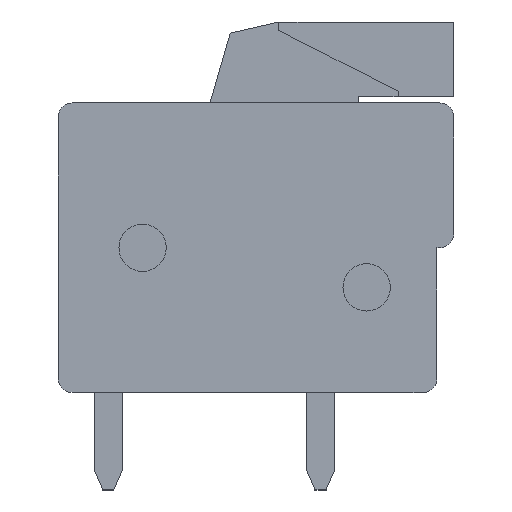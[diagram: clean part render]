
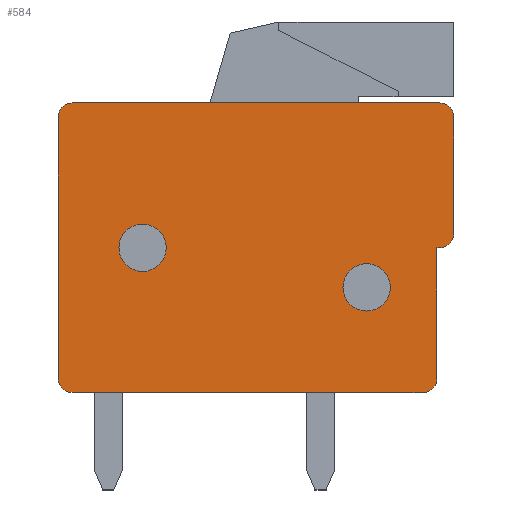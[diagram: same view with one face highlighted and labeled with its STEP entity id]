
A CAD part, left-side view. The second image highlights one B-rep face of the part: STEP entity #584.
In plain terms, the highlighted planar face has unit normal (-1, 0, 0).
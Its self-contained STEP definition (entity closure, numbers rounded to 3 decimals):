
#584 = ADVANCED_FACE( '', ( #1167, #1168, #1169 ), #1170, .T. );
#1167 = FACE_BOUND( '', #1829, .T. );
#1168 = FACE_OUTER_BOUND( '', #1830, .T. );
#1169 = FACE_BOUND( '', #1831, .T. );
#1170 = PLANE( '', #1832 );
#1829 = EDGE_LOOP( '', ( #2876 ) );
#1830 = EDGE_LOOP( '', ( #2877, #2878, #2879, #2880, #2881, #2882, #2883, #2884, #2885, #2886, #2887 ) );
#1831 = EDGE_LOOP( '', ( #2888 ) );
#1832 = AXIS2_PLACEMENT_3D( '', #2889, #2890, #2891 );
#2876 = ORIENTED_EDGE( '', *, *, #4491, .T. );
#2877 = ORIENTED_EDGE( '', *, *, #4221, .T. );
#2878 = ORIENTED_EDGE( '', *, *, #4140, .T. );
#2879 = ORIENTED_EDGE( '', *, *, #4173, .T. );
#2880 = ORIENTED_EDGE( '', *, *, #4492, .T. );
#2881 = ORIENTED_EDGE( '', *, *, #4440, .T. );
#2882 = ORIENTED_EDGE( '', *, *, #4352, .T. );
#2883 = ORIENTED_EDGE( '', *, *, #4493, .T. );
#2884 = ORIENTED_EDGE( '', *, *, #4494, .T. );
#2885 = ORIENTED_EDGE( '', *, *, #4404, .T. );
#2886 = ORIENTED_EDGE( '', *, *, #4356, .T. );
#2887 = ORIENTED_EDGE( '', *, *, #4204, .T. );
#2888 = ORIENTED_EDGE( '', *, *, #4495, .T. );
#2889 = CARTESIAN_POINT( '', ( -2.5, 0., 0. ) );
#2890 = DIRECTION( '', ( -1., 0., 0. ) );
#2891 = DIRECTION( '', ( 0., 0., 1. ) );
#4140 = EDGE_CURVE( '', #4883, #4881, #4884, .T. );
#4173 = EDGE_CURVE( '', #4881, #4942, #4943, .T. );
#4204 = EDGE_CURVE( '', #4997, #4998, #4999, .T. );
#4221 = EDGE_CURVE( '', #4998, #4883, #5026, .T. );
#4352 = EDGE_CURVE( '', #5247, #5245, #5248, .T. );
#4356 = EDGE_CURVE( '', #5253, #4997, #5254, .T. );
#4404 = EDGE_CURVE( '', #5336, #5253, #5337, .T. );
#4440 = EDGE_CURVE( '', #5394, #5247, #5395, .T. );
#4491 = EDGE_CURVE( '', #5470, #5470, #5471, .T. );
#4492 = EDGE_CURVE( '', #4942, #5394, #5472, .T. );
#4493 = EDGE_CURVE( '', #5245, #5473, #5474, .T. );
#4494 = EDGE_CURVE( '', #5473, #5336, #5475, .T. );
#4495 = EDGE_CURVE( '', #5476, #5476, #5477, .T. );
#4881 = VERTEX_POINT( '', #5974 );
#4883 = VERTEX_POINT( '', #5977 );
#4884 = CIRCLE( '', #5978, 0.5 );
#4942 = VERTEX_POINT( '', #6063 );
#4943 = LINE( '', #6064, #6065 );
#4997 = VERTEX_POINT( '', #6141 );
#4998 = VERTEX_POINT( '', #6142 );
#4999 = LINE( '', #6143, #6144 );
#5026 = LINE( '', #6184, #6185 );
#5245 = VERTEX_POINT( '', #6488 );
#5247 = VERTEX_POINT( '', #6491 );
#5248 = CIRCLE( '', #6492, 0.5 );
#5253 = VERTEX_POINT( '', #6498 );
#5254 = CIRCLE( '', #6499, 0.5 );
#5336 = VERTEX_POINT( '', #6615 );
#5337 = LINE( '', #6616, #6617 );
#5394 = VERTEX_POINT( '', #6700 );
#5395 = LINE( '', #6701, #6702 );
#5470 = VERTEX_POINT( '', #6807 );
#5471 = CIRCLE( '', #6808, 0.85 );
#5472 = CIRCLE( '', #6809, 0.5 );
#5473 = VERTEX_POINT( '', #6810 );
#5474 = LINE( '', #6811, #6812 );
#5475 = CIRCLE( '', #6813, 0.5 );
#5476 = VERTEX_POINT( '', #6814 );
#5477 = CIRCLE( '', #6815, 0.85 );
#5974 = CARTESIAN_POINT( '', ( -2.5, -7.1, 0.5 ) );
#5977 = CARTESIAN_POINT( '', ( -2.5, -6.6, 0. ) );
#5978 = AXIS2_PLACEMENT_3D( '', #7510, #7511, #7512 );
#6063 = CARTESIAN_POINT( '', ( -2.5, -7.1, 4.7 ) );
#6064 = CARTESIAN_POINT( '', ( -2.5, -7.1, 0. ) );
#6065 = VECTOR( '', #7540, 1000. );
#6141 = CARTESIAN_POINT( '', ( -2.5, -6.5, -4.7 ) );
#6142 = CARTESIAN_POINT( '', ( -2.5, -6.5, 0. ) );
#6143 = CARTESIAN_POINT( '', ( -2.5, -6.5, -5.2 ) );
#6144 = VECTOR( '', #7572, 1000. );
#6184 = CARTESIAN_POINT( '', ( -2.5, -6.5, 0. ) );
#6185 = VECTOR( '', #7586, 1000. );
#6488 = CARTESIAN_POINT( '', ( -2.5, 7.1, 4.7 ) );
#6491 = CARTESIAN_POINT( '', ( -2.5, 6.6, 5.2 ) );
#6492 = AXIS2_PLACEMENT_3D( '', #7726, #7727, #7728 );
#6498 = CARTESIAN_POINT( '', ( -2.5, -6., -5.2 ) );
#6499 = AXIS2_PLACEMENT_3D( '', #7733, #7734, #7735 );
#6615 = CARTESIAN_POINT( '', ( -2.5, 6.6, -5.2 ) );
#6616 = CARTESIAN_POINT( '', ( -2.5, 7.1, -5.2 ) );
#6617 = VECTOR( '', #7785, 1000. );
#6700 = CARTESIAN_POINT( '', ( -2.5, -6.6, 5.2 ) );
#6701 = CARTESIAN_POINT( '', ( -2.5, -7.1, 5.2 ) );
#6702 = VECTOR( '', #7815, 1000. );
#6807 = CARTESIAN_POINT( '', ( -2.5, 3.22, 0. ) );
#6808 = AXIS2_PLACEMENT_3D( '', #7870, #7871, #7872 );
#6809 = AXIS2_PLACEMENT_3D( '', #7873, #7874, #7875 );
#6810 = CARTESIAN_POINT( '', ( -2.5, 7.1, -4.7 ) );
#6811 = CARTESIAN_POINT( '', ( -2.5, 7.1, 5.2 ) );
#6812 = VECTOR( '', #7876, 1000. );
#6813 = AXIS2_PLACEMENT_3D( '', #7877, #7878, #7879 );
#6814 = CARTESIAN_POINT( '', ( -2.5, -4.825, -1.425 ) );
#6815 = AXIS2_PLACEMENT_3D( '', #7880, #7881, #7882 );
#7510 = CARTESIAN_POINT( '', ( -2.5, -6.6, 0.5 ) );
#7511 = DIRECTION( '', ( -1., 0., 0. ) );
#7512 = DIRECTION( '', ( 0., 0., 1. ) );
#7540 = DIRECTION( '', ( 0., 0., 1. ) );
#7572 = DIRECTION( '', ( 0., 0., 1. ) );
#7586 = DIRECTION( '', ( 0., -1., 0. ) );
#7726 = CARTESIAN_POINT( '', ( -2.5, 6.6, 4.7 ) );
#7727 = DIRECTION( '', ( -1., 0., 0. ) );
#7728 = DIRECTION( '', ( 0., 0., 1. ) );
#7733 = CARTESIAN_POINT( '', ( -2.5, -6., -4.7 ) );
#7734 = DIRECTION( '', ( -1., 0., 0. ) );
#7735 = DIRECTION( '', ( 0., 0., 1. ) );
#7785 = DIRECTION( '', ( 0., -1., 0. ) );
#7815 = DIRECTION( '', ( 0., 1., 0. ) );
#7870 = CARTESIAN_POINT( '', ( -2.5, 4.07, 0. ) );
#7871 = DIRECTION( '', ( 1., 0., 0. ) );
#7872 = DIRECTION( '', ( 0., -1., 0. ) );
#7873 = CARTESIAN_POINT( '', ( -2.5, -6.6, 4.7 ) );
#7874 = DIRECTION( '', ( -1., 0., 0. ) );
#7875 = DIRECTION( '', ( 0., 0., 1. ) );
#7876 = DIRECTION( '', ( 0., 0., -1. ) );
#7877 = CARTESIAN_POINT( '', ( -2.5, 6.6, -4.7 ) );
#7878 = DIRECTION( '', ( -1., 0., 0. ) );
#7879 = DIRECTION( '', ( 0., 0., 1. ) );
#7880 = CARTESIAN_POINT( '', ( -2.5, -3.975, -1.425 ) );
#7881 = DIRECTION( '', ( 1., 0., 0. ) );
#7882 = DIRECTION( '', ( 0., -1., 0. ) );
